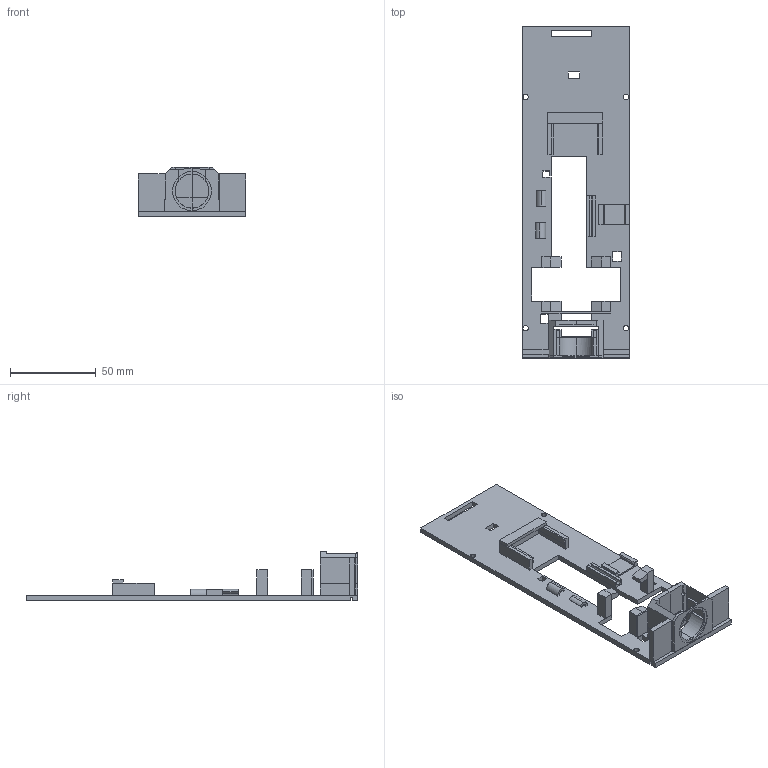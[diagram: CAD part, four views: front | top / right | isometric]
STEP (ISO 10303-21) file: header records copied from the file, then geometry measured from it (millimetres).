
FILE_DESCRIPTION(/* description */ (''),/* implementation_level */ '2;1');
FILE_NAME(/* name */ '1',/* time_stamp */ '2025-05-08T23:11:10+08:00',/* author */ (''),/* organization */ (''),/* preprocessor_version */ 'ST-DEVELOPER v19.2',/* originating_system */ 'Rhino 8.0',/* authorisation */ '');
FILE_SCHEMA (('CONFIG_CONTROL_DESIGN'));
Length unit declared in the file: millimetre
Products named in the file (3): Document; Block 28; Block 21
Bounding box: 62.61 x 194 x 28.84 mm (x, y, z)
Volume: 42263.7 mm3; surface area: 38111.4 mm2
Topology: 32 solids, 32 shells, 308 faces, 734 edges, 485 vertices
Faces by surface type: plane 276, cylinder 22, bspline 10
Entity records: 8324 total; most frequent: CARTESIAN_POINT 2524, ORIENTED_EDGE 1458, EDGE_CURVE 729, B_SPLINE_CURVE_WITH_KNOTS 654, VERTEX_POINT 480, DIRECTION 418, AXIS2_PLACEMENT_3D 358, EDGE_LOOP 335
